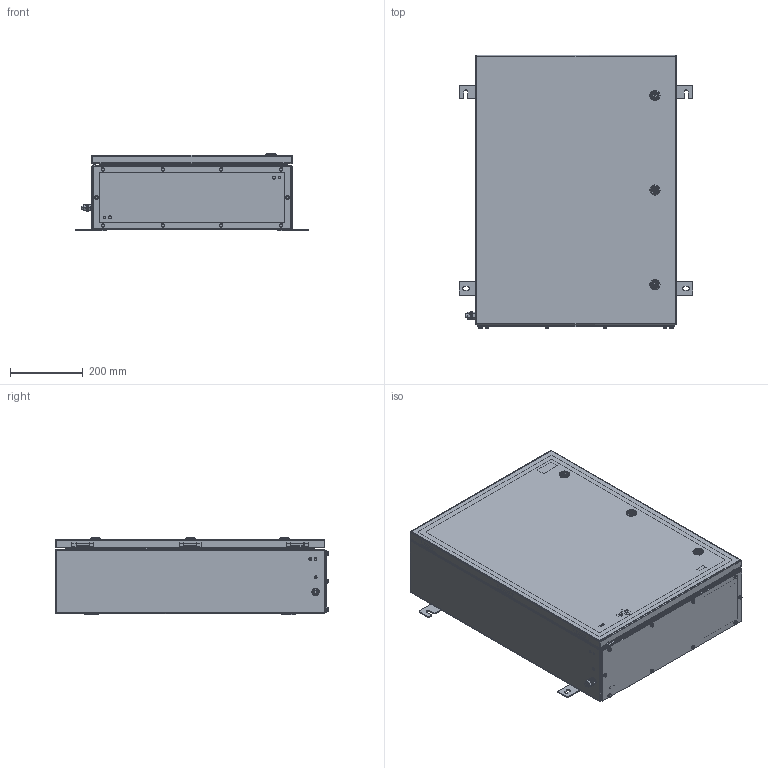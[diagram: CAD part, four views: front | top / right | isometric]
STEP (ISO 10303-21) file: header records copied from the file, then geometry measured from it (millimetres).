
FILE_DESCRIPTION (( 'STEP AP214' ), '1' );
FILE_NAME ('34040900.STEP', '2013-11-20T15:15:53', ( 'Macha' ), ( 'Hewlett-Packard Company' ), 'SwSTEP 2.0', 'SolidWorks 2013', '' );
FILE_SCHEMA (( 'AUTOMOTIVE_DESIGN' ));
Length unit declared in the file: millimetre
Products named in the file (50): 93378; 42045_Unterteil; 42201; 42210_Standard<Wie bearbeitet>; 56309; 42199_Deckeleingespannt; 82414_Nur f〉 Darstellung; 92081; 34040900; 94140_f〉 Mutter M10; 42045; 82414; 56350; 99570; 94375; 93506; 83156; 42067; 83159; 93377; 42067_Betaetigung; 56386; 42067_O-Ring; 92441; 42067_Federsch; 83160; 82410_707x520; 42090; 94387; 42236_Standard<Wie bearbeitet>; 82204; 93173; 56360; 42066; 98061; 42200; 42066_Mutter; 34045008_Standard Dichtung; 83081; 42066_Geh ...
Assembly tree (123 placements, depth 4):
  34040900
    56360
      42210_Standard<Wie bearbeitet>
      93378  x8
      42194  x2
      42195  x2
      93379
      83081  x10
      42200
    56386
      42236_Standard<Wie bearbeitet>
      82410_707x520
      93379
      92441
      42200
      93378  x2
    56309
      93377
      83159  x4
      83156  x5
      99570  x4
      82414
      94140_f〉 Mutter M10  x2
      82414_Nur f〉 Darstellung
    42045_Stift_umgedreht
      42045_Unterteil
      42045_Stift
      42045_Oberteil
    56350  x3
      42066
        42066_Geh
        42066_Mutter
      82204
      42090
      42067
        42067_Federsch
        42067_O-Ring
        42067_Betaetigung
        42067
      94375
    42045  x2
      42045_Unterteil
      42045_Stift
      42045_Oberteil
    92081  x3
    42199_Deckeleingespannt
    42201
    93506  x2
    98086  x2
    34045008_Standard Dichtung
      42250_21xM20
      82420_34045008
      93379  x2
      92081  x2
    98061  x10
    93173  x10
    94387  x8
    83160  x3
Bounding box: 642 x 750.5 x 212.97 mm (x, y, z)
Volume: 2778768.5 mm3; surface area: 3234767.1 mm2
Topology: 132 solids, 132 shells, 3095 faces, 7515 edges, 4742 vertices
Faces by surface type: plane 1334, cylinder 1077, cone 414, torus 136, bspline 98, sphere 36
Entity records: 39598 total; most frequent: CARTESIAN_POINT 9000, DIRECTION 5985, ORIENTED_EDGE 5696, EDGE_CURVE 2848, AXIS2_PLACEMENT_3D 2168, VERTEX_POINT 1789, VECTOR 1649, LINE 1649
